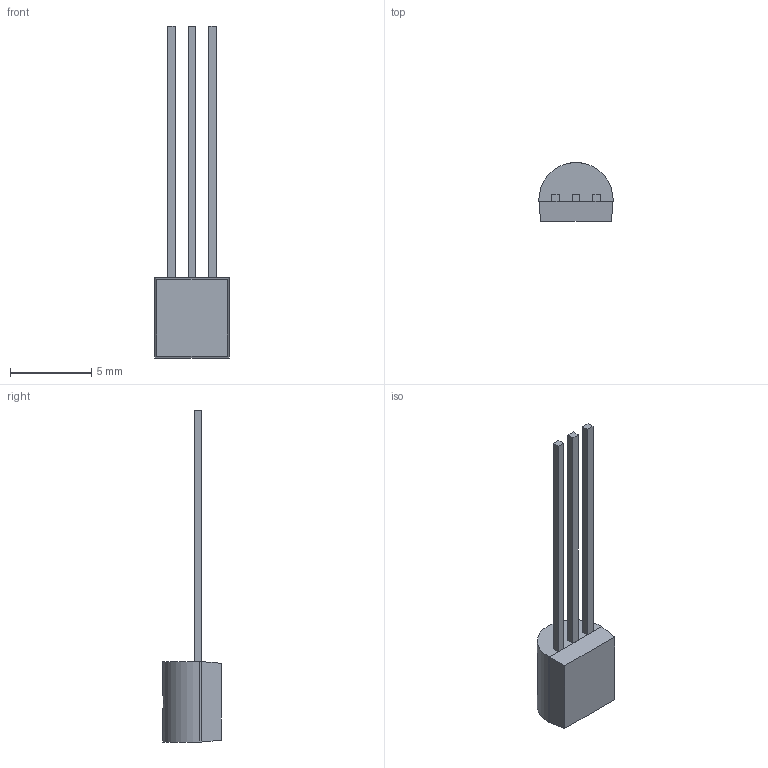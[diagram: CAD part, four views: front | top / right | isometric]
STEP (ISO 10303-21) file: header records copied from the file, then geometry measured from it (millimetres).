
FILE_DESCRIPTION (( 'STEP AP214' ), '1' );
FILE_NAME ('2N7000.STEP', '2019-08-09T12:40:51', ( '' ), ( '' ), 'SwSTEP 2.0', 'SolidWorks 2017', '' );
FILE_SCHEMA (( 'AUTOMOTIVE_DESIGN' ));
Length unit declared in the file: millimetre
Products named in the file (1): 2N7000
Bounding box: 4.57 x 3.62 x 20.44 mm (x, y, z)
Volume: 79 mm3; surface area: 185.8 mm2
Topology: 4 solids, 4 shells, 31 faces, 62 edges, 40 vertices
Faces by surface type: plane 26, cylinder 5
Entity records: 867 total; most frequent: CARTESIAN_POINT 152, DIRECTION 132, ORIENTED_EDGE 124, EDGE_CURVE 62, VECTOR 52, LINE 52, AXIS2_PLACEMENT_3D 40, VERTEX_POINT 40
